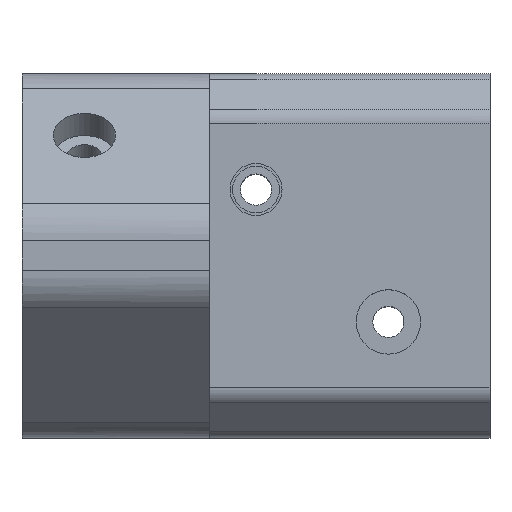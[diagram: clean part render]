
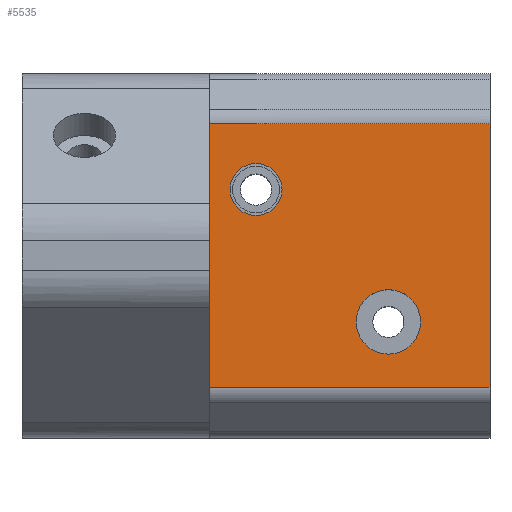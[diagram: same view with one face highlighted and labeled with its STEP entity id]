
A CAD part, top view. The second image highlights one B-rep face of the part: STEP entity #5535.
In plain terms, the highlighted planar face has unit normal (0, 0, 1).
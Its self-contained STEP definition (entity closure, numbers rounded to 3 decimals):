
#454=DIRECTION('',(0.,-1.,0.));
#455=VECTOR('',#454,25.343);
#456=CARTESIAN_POINT('',(45.,12.672,16.5));
#457=LINE('',#456,#455);
#1638=DIRECTION('',(1.,0.,0.));
#1639=VECTOR('',#1638,45.);
#1640=CARTESIAN_POINT('',(0.,12.672,16.5));
#1641=LINE('',#1640,#1639);
#1652=CARTESIAN_POINT('',(22.5,6.365,16.5));
#1653=DIRECTION('',(0.,0.,-1.));
#1654=DIRECTION('',(1.,0.,0.));
#1655=AXIS2_PLACEMENT_3D('',#1652,#1653,#1654);
#1660=CARTESIAN_POINT('',(22.5,6.365,16.5));
#1661=DIRECTION('',(0.,0.,-1.));
#1662=DIRECTION('',(-1.,0.,0.));
#1663=AXIS2_PLACEMENT_3D('',#1660,#1661,#1662);
#1668=CARTESIAN_POINT('',(35.23,-6.365,16.5));
#1669=DIRECTION('',(0.,0.,-1.));
#1670=DIRECTION('',(1.,0.,0.));
#1671=AXIS2_PLACEMENT_3D('',#1668,#1669,#1670);
#1676=CARTESIAN_POINT('',(35.23,-6.365,16.5));
#1677=DIRECTION('',(0.,0.,-1.));
#1678=DIRECTION('',(-1.,0.,0.));
#1679=AXIS2_PLACEMENT_3D('',#1676,#1677,#1678);
#1684=DIRECTION('',(0.,-1.,0.));
#1685=VECTOR('',#1684,3.136);
#1686=CARTESIAN_POINT('',(0.,12.672,16.5));
#1687=LINE('',#1686,#1685);
#2281=DIRECTION('',(-1.,0.,0.));
#2282=VECTOR('',#2281,18.);
#2283=CARTESIAN_POINT('',(18.,9.536,16.5));
#2284=LINE('',#2283,#2282);
#2402=DIRECTION('',(0.,1.,0.));
#2403=VECTOR('',#2402,22.207);
#2404=CARTESIAN_POINT('',(18.,-12.672,16.5));
#2405=LINE('',#2404,#2403);
#2766=DIRECTION('',(-1.,0.,0.));
#2767=VECTOR('',#2766,27.);
#2768=CARTESIAN_POINT('',(45.,-12.672,16.5));
#2769=LINE('',#2768,#2767);
#3947=CARTESIAN_POINT('',(0.,9.536,16.5));
#3948=VERTEX_POINT('',#3947);
#3981=CARTESIAN_POINT('',(18.,9.536,16.5));
#3982=VERTEX_POINT('',#3981);
#3987=CARTESIAN_POINT('',(0.,12.672,16.5));
#3988=VERTEX_POINT('',#3987);
#4026=CARTESIAN_POINT('',(18.,-12.672,16.5));
#4028=VERTEX_POINT('',#4026);
#4065=CARTESIAN_POINT('',(45.,12.672,16.5));
#4066=VERTEX_POINT('',#4065);
#4083=CARTESIAN_POINT('',(45.,-12.672,16.5));
#4084=VERTEX_POINT('',#4083);
#4256=CARTESIAN_POINT('',(38.33,-6.365,16.5));
#4258=VERTEX_POINT('',#4256);
#4260=CARTESIAN_POINT('',(32.13,-6.365,16.5));
#4262=VERTEX_POINT('',#4260);
#4322=CARTESIAN_POINT('',(25.,6.365,16.5));
#4324=VERTEX_POINT('',#4322);
#4326=CARTESIAN_POINT('',(20.,6.365,16.5));
#4328=VERTEX_POINT('',#4326);
#5507=CARTESIAN_POINT('',(22.5,0.,16.5));
#5508=DIRECTION('',(0.,0.,1.));
#5509=DIRECTION('',(1.,0.,0.));
#5510=AXIS2_PLACEMENT_3D('',#5507,#5508,#5509);
#5511=PLANE('',#5510);
#5513=ORIENTED_EDGE('',*,*,#5512,.T.);
#5515=ORIENTED_EDGE('',*,*,#5514,.T.);
#5517=ORIENTED_EDGE('',*,*,#5516,.T.);
#5518=ORIENTED_EDGE('',*,*,#5071,.F.);
#5519=ORIENTED_EDGE('',*,*,#5499,.T.);
#5520=ORIENTED_EDGE('',*,*,#4634,.T.);
#5521=EDGE_LOOP('',(#5513,#5515,#5517,#5518,#5519,#5520));
#5522=FACE_OUTER_BOUND('',#5521,.F.);
#5524=ORIENTED_EDGE('',*,*,#5523,.F.);
#5526=ORIENTED_EDGE('',*,*,#5525,.F.);
#5527=EDGE_LOOP('',(#5524,#5526));
#5528=FACE_BOUND('',#5527,.F.);
#5530=ORIENTED_EDGE('',*,*,#5529,.F.);
#5532=ORIENTED_EDGE('',*,*,#5531,.F.);
#5533=EDGE_LOOP('',(#5530,#5532));
#5534=FACE_BOUND('',#5533,.F.);
#1656=CIRCLE('',#1655,2.5);
#1664=CIRCLE('',#1663,2.5);
#1672=CIRCLE('',#1671,3.1);
#1680=CIRCLE('',#1679,3.1);
#4634=EDGE_CURVE('',#4066,#4084,#457,.T.);
#5071=EDGE_CURVE('',#3988,#3948,#1687,.T.);
#5499=EDGE_CURVE('',#3988,#4066,#1641,.T.);
#5512=EDGE_CURVE('',#4084,#4028,#2769,.T.);
#5514=EDGE_CURVE('',#4028,#3982,#2405,.T.);
#5516=EDGE_CURVE('',#3982,#3948,#2284,.T.);
#5523=EDGE_CURVE('',#4258,#4262,#1672,.T.);
#5525=EDGE_CURVE('',#4262,#4258,#1680,.T.);
#5529=EDGE_CURVE('',#4324,#4328,#1656,.T.);
#5531=EDGE_CURVE('',#4328,#4324,#1664,.T.);
#5535=ADVANCED_FACE('',(#5522,#5528,#5534),#5511,.T.);
